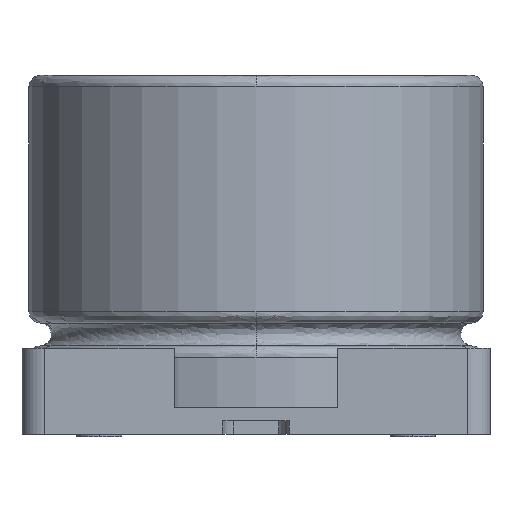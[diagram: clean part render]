
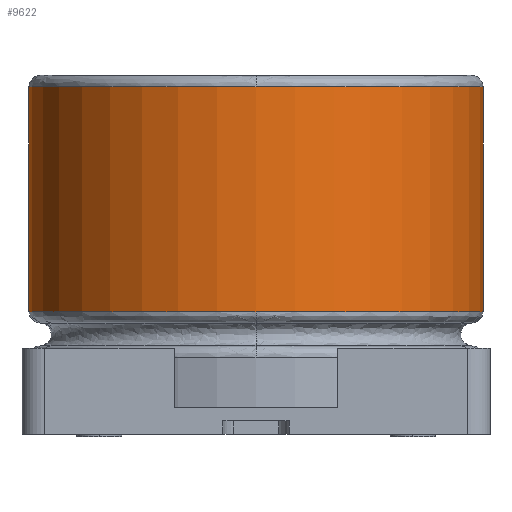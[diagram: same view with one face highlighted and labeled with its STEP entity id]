
A CAD part, left-side view. The second image highlights one B-rep face of the part: STEP entity #9622.
In plain terms, the highlighted cylindrical face has radius 5 mm (diameter 10 mm), a partial arc.
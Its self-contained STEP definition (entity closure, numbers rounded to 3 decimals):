
#122 = FACE_OUTER_BOUND ( 'NONE', #11542, .T. ) ;
#263 = DIRECTION ( 'NONE',  ( 0., 0., -1. ) ) ;
#295 = CYLINDRICAL_SURFACE ( 'NONE', #2377, 5. ) ;
#318 = CARTESIAN_POINT ( 'NONE',  ( 0., 0., 7.65 ) ) ;
#346 = VECTOR ( 'NONE', #4153, 1000. ) ;
#410 = CIRCLE ( 'NONE', #8645, 5. ) ;
#524 = VERTEX_POINT ( 'NONE', #6611 ) ;
#563 = LINE ( 'NONE', #2415, #346 ) ;
#856 = CARTESIAN_POINT ( 'NONE',  ( 0., 5., 2.7 ) ) ;
#1205 = VERTEX_POINT ( 'NONE', #8061 ) ;
#1672 = EDGE_CURVE ( 'NONE', #524, #6031, #563, .T. ) ;
#1781 = CARTESIAN_POINT ( 'NONE',  ( 0., -5., 2.7 ) ) ;
#1988 = CIRCLE ( 'NONE', #10600, 5. ) ;
#2111 = CIRCLE ( 'NONE', #9973, 5. ) ;
#2190 = DIRECTION ( 'NONE',  ( 0., 0., -1. ) ) ;
#2377 = AXIS2_PLACEMENT_3D ( 'NONE', #11013, #2996, #2940 ) ;
#2398 = EDGE_CURVE ( 'NONE', #3012, #524, #410, .T. ) ;
#2415 = CARTESIAN_POINT ( 'NONE',  ( 0., 5., 5.175 ) ) ;
#2430 = CARTESIAN_POINT ( 'NONE',  ( -5., 0., 2.7 ) ) ;
#2940 = DIRECTION ( 'NONE',  ( 0., 1., 0. ) ) ;
#2996 = DIRECTION ( 'NONE',  ( 0., 0., -1. ) ) ;
#3012 = VERTEX_POINT ( 'NONE', #4730 ) ;
#3183 = DIRECTION ( 'NONE',  ( 0., 0., -1. ) ) ;
#3593 = AXIS2_PLACEMENT_3D ( 'NONE', #6262, #8654, #7710 ) ;
#3658 = ORIENTED_EDGE ( 'NONE', *, *, #2398, .T. ) ;
#4112 = CARTESIAN_POINT ( 'NONE',  ( 0., 0., 7.65 ) ) ;
#4153 = DIRECTION ( 'NONE',  ( 0., 0., -1. ) ) ;
#4730 = CARTESIAN_POINT ( 'NONE',  ( -5., 0., 7.65 ) ) ;
#4935 = DIRECTION ( 'NONE',  ( 0., 1., 0. ) ) ;
#5473 = CARTESIAN_POINT ( 'NONE',  ( 0., 0., 2.7 ) ) ;
#5599 = EDGE_CURVE ( 'NONE', #6779, #5618, #6006, .T. ) ;
#5603 = ORIENTED_EDGE ( 'NONE', *, *, #9305, .F. ) ;
#5618 = VERTEX_POINT ( 'NONE', #1781 ) ;
#5731 = EDGE_CURVE ( 'NONE', #1205, #3012, #2111, .T. ) ;
#6006 = CIRCLE ( 'NONE', #3593, 5. ) ;
#6031 = VERTEX_POINT ( 'NONE', #856 ) ;
#6262 = CARTESIAN_POINT ( 'NONE',  ( 0., 0., 2.7 ) ) ;
#6346 = ORIENTED_EDGE ( 'NONE', *, *, #1672, .T. ) ;
#6544 = LINE ( 'NONE', #11093, #7141 ) ;
#6611 = CARTESIAN_POINT ( 'NONE',  ( 0., 5., 7.65 ) ) ;
#6779 = VERTEX_POINT ( 'NONE', #2430 ) ;
#7072 = DIRECTION ( 'NONE',  ( 0., 0., 1. ) ) ;
#7141 = VECTOR ( 'NONE', #2190, 1000. ) ;
#7710 = DIRECTION ( 'NONE',  ( 0., 1., 0. ) ) ;
#8061 = CARTESIAN_POINT ( 'NONE',  ( 0., -5., 7.65 ) ) ;
#8512 = ORIENTED_EDGE ( 'NONE', *, *, #11373, .T. ) ;
#8515 = ORIENTED_EDGE ( 'NONE', *, *, #5731, .T. ) ;
#8645 = AXIS2_PLACEMENT_3D ( 'NONE', #4112, #3183, #4935 ) ;
#8654 = DIRECTION ( 'NONE',  ( 0., 0., 1. ) ) ;
#8923 = ORIENTED_EDGE ( 'NONE', *, *, #5599, .T. ) ;
#9075 = DIRECTION ( 'NONE',  ( 0., 1., 0. ) ) ;
#9305 = EDGE_CURVE ( 'NONE', #1205, #5618, #6544, .T. ) ;
#9622 = ADVANCED_FACE ( 'NONE', ( #122 ), #295, .T. ) ;
#9973 = AXIS2_PLACEMENT_3D ( 'NONE', #318, #263, #10932 ) ;
#10600 = AXIS2_PLACEMENT_3D ( 'NONE', #5473, #7072, #9075 ) ;
#10932 = DIRECTION ( 'NONE',  ( 0., 1., 0. ) ) ;
#11013 = CARTESIAN_POINT ( 'NONE',  ( 0., 0., 5.175 ) ) ;
#11093 = CARTESIAN_POINT ( 'NONE',  ( 0., -5., 5.175 ) ) ;
#11373 = EDGE_CURVE ( 'NONE', #6031, #6779, #1988, .T. ) ;
#11542 = EDGE_LOOP ( 'NONE', ( #5603, #8515, #3658, #6346, #8512, #8923 ) ) ;
